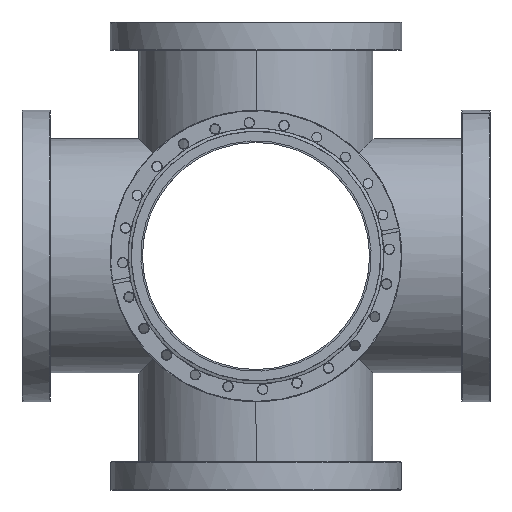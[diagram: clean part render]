
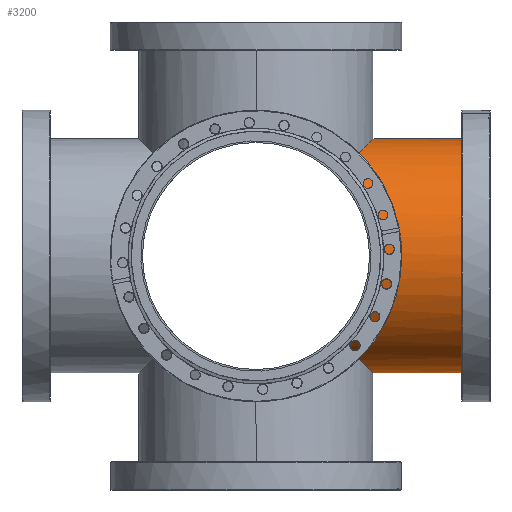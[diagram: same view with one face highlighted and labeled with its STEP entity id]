
A CAD part, left-side view. The second image highlights one B-rep face of the part: STEP entity #3200.
In plain terms, the highlighted cylindrical face has radius 101.6 mm (diameter 203.2 mm), a partial arc.
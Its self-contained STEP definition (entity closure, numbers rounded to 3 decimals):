
#12 = CIRCLE ( 'NONE', #6286, 101.6 ) ;
#179 = AXIS2_PLACEMENT_3D ( 'NONE', #11541, #5200, #1584 ) ;
#610 = ORIENTED_EDGE ( 'NONE', *, *, #3306, .T. ) ;
#1132 = VERTEX_POINT ( 'NONE', #8819 ) ;
#1213 = EDGE_CURVE ( 'NONE', #11203, #6070, #8008, .T. ) ;
#1246 = CARTESIAN_POINT ( 'NONE',  ( 0., 190.5, -101.6 ) ) ;
#1251 = CARTESIAN_POINT ( 'NONE',  ( -71.842, -71.842, -71.842 ) ) ;
#1584 = DIRECTION ( 'NONE',  ( 0., 0., -1. ) ) ;
#1663 = VECTOR ( 'NONE', #8460, 1000. ) ;
#1808 = CARTESIAN_POINT ( 'NONE',  ( -27.306, -101.6, -101.6 ) ) ;
#1823 =( BOUNDED_CURVE ( )  B_SPLINE_CURVE ( 3, ( #2683, #1808, #9994, #4552 ),
 .UNSPECIFIED., .F., .F. ) 
 B_SPLINE_CURVE_WITH_KNOTS ( ( 4, 4 ),
 ( 0., 0.785 ),
 .UNSPECIFIED. ) 
 CURVE ( )  GEOMETRIC_REPRESENTATION_ITEM ( )  RATIONAL_B_SPLINE_CURVE ( ( 1., 0.949, 0.949, 1. ) ) 
 REPRESENTATION_ITEM ( '' )  );
#2548 = VERTEX_POINT ( 'NONE', #3454 ) ;
#2683 = CARTESIAN_POINT ( 'NONE',  ( 0., -101.6, -101.6 ) ) ;
#2689 = DIRECTION ( 'NONE',  ( 0., 1., 0. ) ) ;
#3021 = CARTESIAN_POINT ( 'NONE',  ( 0., 190.5, 101.6 ) ) ;
#3081 = CARTESIAN_POINT ( 'NONE',  ( -113.926, -113.926, 29.758 ) ) ;
#3200 = ADVANCED_FACE ( 'NONE', ( #8012 ), #5007, .T. ) ;
#3253 = ORIENTED_EDGE ( 'NONE', *, *, #11273, .F. ) ;
#3306 = EDGE_CURVE ( 'NONE', #7854, #8052, #12, .T. ) ;
#3454 = CARTESIAN_POINT ( 'NONE',  ( 0., -101.6, -101.6 ) ) ;
#3500 = CARTESIAN_POINT ( 'NONE',  ( -71.842, -71.842, 71.842 ) ) ;
#4338 = VECTOR ( 'NONE', #8511, 1000. ) ;
#4552 = CARTESIAN_POINT ( 'NONE',  ( -71.842, -71.842, -71.842 ) ) ;
#5007 = CYLINDRICAL_SURFACE ( 'NONE', #179, 101.6 ) ;
#5200 = DIRECTION ( 'NONE',  ( 0., -1., 0. ) ) ;
#5323 = CARTESIAN_POINT ( 'NONE',  ( -27.306, -101.6, 101.6 ) ) ;
#6070 = VERTEX_POINT ( 'NONE', #9775 ) ;
#6220 = LINE ( 'NONE', #3021, #1663 ) ;
#6286 = AXIS2_PLACEMENT_3D ( 'NONE', #8143, #2689, #9048 ) ;
#6702 = CARTESIAN_POINT ( 'NONE',  ( -113.926, -113.926, -29.758 ) ) ;
#6798 = CARTESIAN_POINT ( 'NONE',  ( 0., -190.5, 101.6 ) ) ;
#6823 =( BOUNDED_CURVE ( )  B_SPLINE_CURVE ( 3, ( #1251, #6702, #3081, #9431 ),
 .UNSPECIFIED., .F., .F. ) 
 B_SPLINE_CURVE_WITH_KNOTS ( ( 4, 4 ),
 ( 5.498, 7.069 ),
 .UNSPECIFIED. ) 
 CURVE ( )  GEOMETRIC_REPRESENTATION_ITEM ( )  RATIONAL_B_SPLINE_CURVE ( ( 1., 0.805, 0.805, 1. ) ) 
 REPRESENTATION_ITEM ( '' )  );
#7399 = CARTESIAN_POINT ( 'NONE',  ( 0., -190.5, -101.6 ) ) ;
#7565 = ORIENTED_EDGE ( 'NONE', *, *, #1213, .F. ) ;
#7854 = VERTEX_POINT ( 'NONE', #7399 ) ;
#7925 = ORIENTED_EDGE ( 'NONE', *, *, #10098, .F. ) ;
#8008 =( BOUNDED_CURVE ( )  B_SPLINE_CURVE ( 3, ( #3500, #10761, #5323, #11665 ),
 .UNSPECIFIED., .F., .F. ) 
 B_SPLINE_CURVE_WITH_KNOTS ( ( 4, 4 ),
 ( 5.498, 6.283 ),
 .UNSPECIFIED. ) 
 CURVE ( )  GEOMETRIC_REPRESENTATION_ITEM ( )  RATIONAL_B_SPLINE_CURVE ( ( 1., 0.949, 0.949, 1. ) ) 
 REPRESENTATION_ITEM ( '' )  );
#8012 = FACE_OUTER_BOUND ( 'NONE', #8191, .T. ) ;
#8052 = VERTEX_POINT ( 'NONE', #6798 ) ;
#8070 = CARTESIAN_POINT ( 'NONE',  ( -71.842, -71.842, 71.842 ) ) ;
#8143 = CARTESIAN_POINT ( 'NONE',  ( 0., -190.5, 0. ) ) ;
#8191 = EDGE_LOOP ( 'NONE', ( #7925, #7565, #10900, #3253, #10361, #610 ) ) ;
#8460 = DIRECTION ( 'NONE',  ( 0., -1., 0. ) ) ;
#8511 = DIRECTION ( 'NONE',  ( 0., -1., 0. ) ) ;
#8819 = CARTESIAN_POINT ( 'NONE',  ( -71.842, -71.842, -71.842 ) ) ;
#8894 = LINE ( 'NONE', #1246, #4338 ) ;
#8920 = EDGE_CURVE ( 'NONE', #1132, #11203, #6823, .T. ) ;
#9048 = DIRECTION ( 'NONE',  ( 0., 0., 1. ) ) ;
#9431 = CARTESIAN_POINT ( 'NONE',  ( -71.842, -71.842, 71.842 ) ) ;
#9775 = CARTESIAN_POINT ( 'NONE',  ( 0., -101.6, 101.6 ) ) ;
#9994 = CARTESIAN_POINT ( 'NONE',  ( -52.534, -91.15, -91.15 ) ) ;
#10098 = EDGE_CURVE ( 'NONE', #6070, #8052, #6220, .T. ) ;
#10361 = ORIENTED_EDGE ( 'NONE', *, *, #11500, .T. ) ;
#10761 = CARTESIAN_POINT ( 'NONE',  ( -52.534, -91.15, 91.15 ) ) ;
#10900 = ORIENTED_EDGE ( 'NONE', *, *, #8920, .F. ) ;
#11203 = VERTEX_POINT ( 'NONE', #8070 ) ;
#11273 = EDGE_CURVE ( 'NONE', #2548, #1132, #1823, .T. ) ;
#11500 = EDGE_CURVE ( 'NONE', #2548, #7854, #8894, .T. ) ;
#11541 = CARTESIAN_POINT ( 'NONE',  ( 0., 190.5, 0. ) ) ;
#11665 = CARTESIAN_POINT ( 'NONE',  ( 0., -101.6, 101.6 ) ) ;
